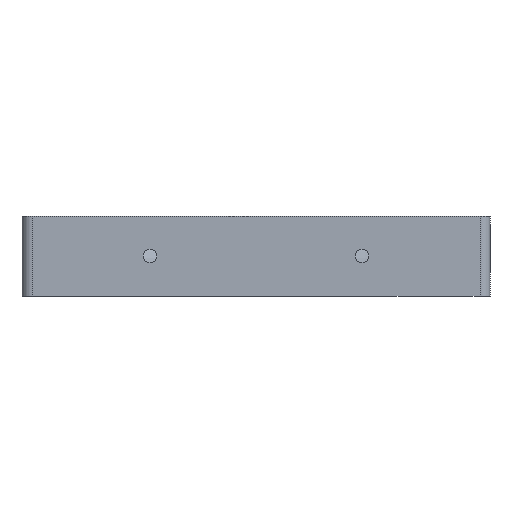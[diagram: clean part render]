
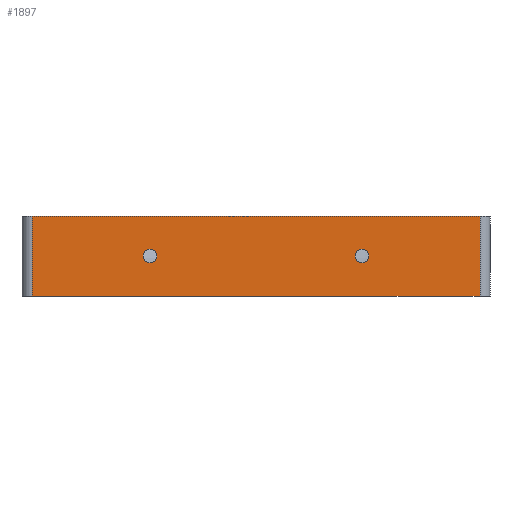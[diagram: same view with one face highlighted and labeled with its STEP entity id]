
A CAD part, front view. The second image highlights one B-rep face of the part: STEP entity #1897.
In plain terms, the highlighted planar face has unit normal (0, -1, 0).
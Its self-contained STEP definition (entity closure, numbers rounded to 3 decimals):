
#31=FACE_BOUND('',#312,.T.);
#32=FACE_BOUND('',#313,.T.);
#101=PLANE('',#2092);
#202=FACE_OUTER_BOUND('',#311,.T.);
#311=EDGE_LOOP('',(#1722,#1723,#1724,#1725));
#312=EDGE_LOOP('',(#1726));
#313=EDGE_LOOP('',(#1727));
#389=LINE('',#2961,#569);
#448=LINE('',#3224,#628);
#449=LINE('',#3226,#629);
#497=LINE('',#3386,#677);
#569=VECTOR('',#2317,10.);
#628=VECTOR('',#2504,10.);
#629=VECTOR('',#2507,10.);
#677=VECTOR('',#2635,10.);
#712=CIRCLE('',#1980,1.7);
#738=CIRCLE('',#2037,1.7);
#833=VERTEX_POINT('',#2922);
#846=VERTEX_POINT('',#2958);
#847=VERTEX_POINT('',#2960);
#888=VERTEX_POINT('',#3171);
#906=VERTEX_POINT('',#3220);
#907=VERTEX_POINT('',#3222);
#1039=EDGE_CURVE('',#833,#833,#712,.T.);
#1055=EDGE_CURVE('',#847,#846,#389,.T.);
#1126=EDGE_CURVE('',#888,#888,#738,.T.);
#1150=EDGE_CURVE('',#907,#906,#448,.T.);
#1151=EDGE_CURVE('',#906,#846,#449,.T.);
#1211=EDGE_CURVE('',#847,#907,#497,.T.);
#1722=ORIENTED_EDGE('',*,*,#1150,.F.);
#1723=ORIENTED_EDGE('',*,*,#1211,.F.);
#1724=ORIENTED_EDGE('',*,*,#1055,.T.);
#1725=ORIENTED_EDGE('',*,*,#1151,.F.);
#1726=ORIENTED_EDGE('',*,*,#1039,.F.);
#1727=ORIENTED_EDGE('',*,*,#1126,.T.);
#1897=ADVANCED_FACE('',(#202,#31,#32),#101,.T.);
#1980=AXIS2_PLACEMENT_3D('',#2923,#2291,#2292);
#2037=AXIS2_PLACEMENT_3D('',#3172,#2462,#2463);
#2092=AXIS2_PLACEMENT_3D('',#3385,#2633,#2634);
#2291=DIRECTION('center_axis',(0.,-1.,0.));
#2292=DIRECTION('ref_axis',(-1.,0.,0.));
#2317=DIRECTION('',(0.,0.,1.));
#2462=DIRECTION('center_axis',(0.,1.,0.));
#2463=DIRECTION('ref_axis',(1.,0.,0.));
#2504=DIRECTION('',(0.,0.,1.));
#2507=DIRECTION('',(1.,0.,0.));
#2633=DIRECTION('center_axis',(0.,-1.,0.));
#2634=DIRECTION('ref_axis',(1.,0.,0.));
#2635=DIRECTION('',(-1.,0.,0.));
#2922=CARTESIAN_POINT('',(28.2,-35.5,10.));
#2923=CARTESIAN_POINT('Origin',(26.5,-35.5,10.));
#2958=CARTESIAN_POINT('',(56.,-35.5,20.));
#2960=CARTESIAN_POINT('',(56.,-35.5,0.));
#2961=CARTESIAN_POINT('',(56.,-35.5,0.));
#3171=CARTESIAN_POINT('',(-28.2,-35.5,10.));
#3172=CARTESIAN_POINT('Origin',(-26.5,-35.5,10.));
#3220=CARTESIAN_POINT('',(-56.,-35.5,20.));
#3222=CARTESIAN_POINT('',(-56.,-35.5,0.));
#3224=CARTESIAN_POINT('',(-56.,-35.5,0.));
#3226=CARTESIAN_POINT('',(0.,-35.5,20.));
#3385=CARTESIAN_POINT('Origin',(-58.5,-35.5,0.));
#3386=CARTESIAN_POINT('',(0.,-35.5,0.));
